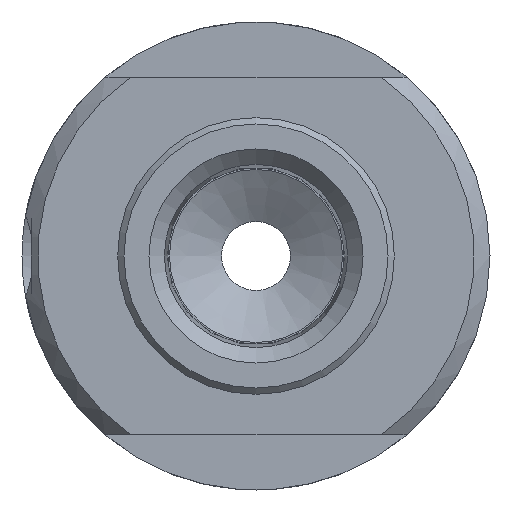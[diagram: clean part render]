
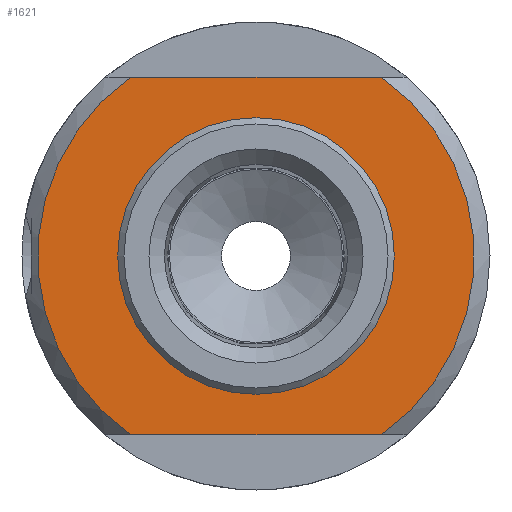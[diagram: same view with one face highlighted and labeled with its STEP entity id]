
A CAD part, left-side view. The second image highlights one B-rep face of the part: STEP entity #1621.
In plain terms, the highlighted planar face has unit normal (-1, 0, 0).
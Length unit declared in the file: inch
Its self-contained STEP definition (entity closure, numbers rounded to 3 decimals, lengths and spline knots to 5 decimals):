
#100=LINE($,#2446,#160);
#102=LINE($,#2460,#162);
#160=VECTOR($,#1930,0.79215);
#162=VECTOR($,#1940,0.79215);
#244=PLANE($,#1807);
#270=FACE_BOUND($,#485,.T.);
#375=FACE_OUTER_BOUND($,#484,.T.);
#484=EDGE_LOOP($,(#1459,#1460,#1461,#1462));
#485=EDGE_LOOP($,(#1463));
#545=CIRCLE($,#1683,0.69);
#606=CIRCLE($,#1806,0.4375);
#607=CIRCLE($,#1808,0.69);
#675=VERTEX_POINT($,#2441);
#676=VERTEX_POINT($,#2445);
#677=VERTEX_POINT($,#2451);
#678=VERTEX_POINT($,#2459);
#793=VERTEX_POINT($,#3010);
#849=EDGE_CURVE($,#676,#675,#100,.T.);
#851=EDGE_CURVE($,#676,#677,#545,.T.);
#854=EDGE_CURVE($,#678,#677,#102,.T.);
#1024=EDGE_CURVE($,#793,#793,#606,.T.);
#1025=EDGE_CURVE($,#678,#675,#607,.T.);
#1459=ORIENTED_EDGE($,*,*,#849,.T.);
#1460=ORIENTED_EDGE($,*,*,#1025,.F.);
#1461=ORIENTED_EDGE($,*,*,#854,.T.);
#1462=ORIENTED_EDGE($,*,*,#851,.F.);
#1463=ORIENTED_EDGE($,*,*,#1024,.T.);
#1621=ADVANCED_FACE($,(#375,#270),#244,.T.);
#1683=AXIS2_PLACEMENT_3D($,#2452,#1933,#1934);
#1806=AXIS2_PLACEMENT_3D($,#3011,#2229,#2230);
#1807=AXIS2_PLACEMENT_3D($,#3012,#2231,#2232);
#1808=AXIS2_PLACEMENT_3D($,#3013,#2233,#2234);
#1930=DIRECTION($,(0.,-1.,0.));
#1933=DIRECTION('center_axis',(1.,0.,0.));
#1934=DIRECTION('ref_axis',(0.,1.,0.));
#1940=DIRECTION($,(0.,1.,0.));
#2229=DIRECTION('center_axis',(1.,0.,0.));
#2230=DIRECTION('ref_axis',(0.,1.,0.));
#2231=DIRECTION('center_axis',(-1.,0.,0.));
#2232=DIRECTION('ref_axis',(0.,0.,1.));
#2233=DIRECTION('center_axis',(1.,0.,0.));
#2234=DIRECTION('ref_axis',(0.,1.,0.));
#2441=CARTESIAN_POINT('',(0.625,-0.39607,-0.565));
#2445=CARTESIAN_POINT('',(0.625,0.39607,-0.565));
#2446=CARTESIAN_POINT($,(0.625,-0.07623,-0.565));
#2451=CARTESIAN_POINT('',(0.625,0.39607,0.565));
#2452=CARTESIAN_POINT('Origin',(0.625,0.,
0.));
#2459=CARTESIAN_POINT('',(0.625,-0.39607,0.565));
#2460=CARTESIAN_POINT($,(0.625,-0.07623,0.565));
#3010=CARTESIAN_POINT('',(0.625,0.4375,0.));
#3011=CARTESIAN_POINT('Origin',(0.625,0.,0.));
#3012=CARTESIAN_POINT('Origin',(0.625,0.56375,0.));
#3013=CARTESIAN_POINT('Origin',(0.625,0.,
0.));
